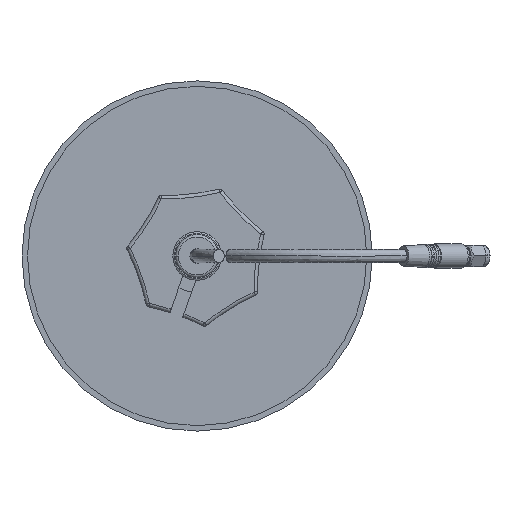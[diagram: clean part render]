
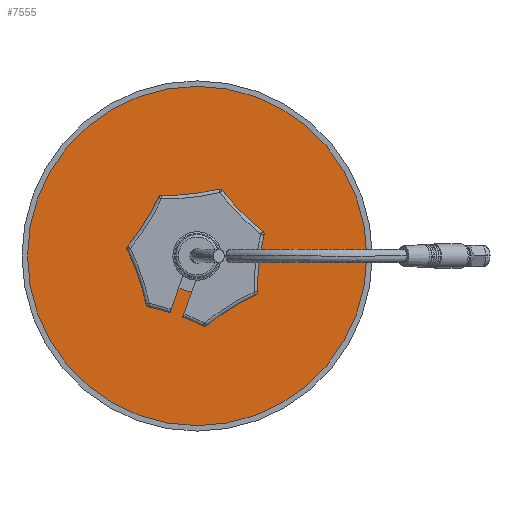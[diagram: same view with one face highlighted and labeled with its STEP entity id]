
A CAD part, front view. The second image highlights one B-rep face of the part: STEP entity #7555.
In plain terms, the highlighted planar face has unit normal (0, -1, 0).
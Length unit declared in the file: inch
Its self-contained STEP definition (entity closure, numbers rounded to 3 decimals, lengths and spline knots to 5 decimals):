
#232 = CARTESIAN_POINT ( 'NONE',  ( -0.5315, 1.60077, 0. ) ) ;
#366 = AXIS2_PLACEMENT_3D ( 'NONE', #394, #2692, #7335 ) ;
#394 = CARTESIAN_POINT ( 'NONE',  ( 0., 1.60077, 0. ) ) ;
#1149 = CARTESIAN_POINT ( 'NONE',  ( 0.5315, 1.60077, 0. ) ) ;
#1768 = CARTESIAN_POINT ( 'NONE',  ( 0., 1.60077, 0. ) ) ;
#2692 = DIRECTION ( 'NONE',  ( 0., 1., 0. ) ) ;
#2966 = DIRECTION ( 'NONE',  ( 0., 1., 0. ) ) ;
#3026 = DIRECTION ( 'NONE',  ( -1., 0., 0. ) ) ;
#3517 = CARTESIAN_POINT ( 'NONE',  ( 2.47864, 1.60077, 0. ) ) ;
#4253 = EDGE_CURVE ( 'NONE', #9196, #14401, #5170, .T. ) ;
#4499 = AXIS2_PLACEMENT_3D ( 'NONE', #6506, #11083, #3026 ) ;
#4898 = ORIENTED_EDGE ( 'NONE', *, *, #12498, .F. ) ;
#5170 = CIRCLE ( 'NONE', #366, 0.5315 ) ;
#5569 = DIRECTION ( 'NONE',  ( -1., 0., 0. ) ) ;
#5973 = DIRECTION ( 'NONE',  ( -1., 0., 0. ) ) ;
#6034 = EDGE_LOOP ( 'NONE', ( #7515, #4898 ) ) ;
#6506 = CARTESIAN_POINT ( 'NONE',  ( 0., 1.60077, 0. ) ) ;
#6618 = AXIS2_PLACEMENT_3D ( 'NONE', #3517, #13913, #5973 ) ;
#7210 = CARTESIAN_POINT ( 'NONE',  ( -2.47864, 1.60077, 0. ) ) ;
#7234 = AXIS2_PLACEMENT_3D ( 'NONE', #1768, #2966, #11124 ) ;
#7335 = DIRECTION ( 'NONE',  ( -1., 0., 0. ) ) ;
#7515 = ORIENTED_EDGE ( 'NONE', *, *, #13552, .F. ) ;
#7555 = ADVANCED_FACE ( 'NONE', ( #13181, #7704 ), #8300, .F. ) ;
#7704 = FACE_BOUND ( 'NONE', #9542, .T. ) ;
#7794 = ORIENTED_EDGE ( 'NONE', *, *, #14983, .T. ) ;
#8300 = PLANE ( 'NONE',  #6618 ) ;
#9196 = VERTEX_POINT ( 'NONE', #1149 ) ;
#9542 = EDGE_LOOP ( 'NONE', ( #7794, #9609 ) ) ;
#9609 = ORIENTED_EDGE ( 'NONE', *, *, #4253, .T. ) ;
#10858 = VERTEX_POINT ( 'NONE', #7210 ) ;
#11083 = DIRECTION ( 'NONE',  ( 0., 1., 0. ) ) ;
#11124 = DIRECTION ( 'NONE',  ( -1., 0., 0. ) ) ;
#11605 = CIRCLE ( 'NONE', #4499, 0.5315 ) ;
#12498 = EDGE_CURVE ( 'NONE', #14251, #10858, #14801, .T. ) ;
#12573 = CARTESIAN_POINT ( 'NONE',  ( 0., 1.60077, 0. ) ) ;
#13181 = FACE_OUTER_BOUND ( 'NONE', #6034, .T. ) ;
#13552 = EDGE_CURVE ( 'NONE', #10858, #14251, #14026, .T. ) ;
#13913 = DIRECTION ( 'NONE',  ( 0., 1., 0. ) ) ;
#14026 = CIRCLE ( 'NONE', #7234, 2.47864 ) ;
#14115 = CARTESIAN_POINT ( 'NONE',  ( 2.47864, 1.60077, 0. ) ) ;
#14251 = VERTEX_POINT ( 'NONE', #14115 ) ;
#14401 = VERTEX_POINT ( 'NONE', #232 ) ;
#14531 = AXIS2_PLACEMENT_3D ( 'NONE', #12573, #15023, #5569 ) ;
#14801 = CIRCLE ( 'NONE', #14531, 2.47864 ) ;
#14983 = EDGE_CURVE ( 'NONE', #14401, #9196, #11605, .T. ) ;
#15023 = DIRECTION ( 'NONE',  ( 0., 1., 0. ) ) ;
